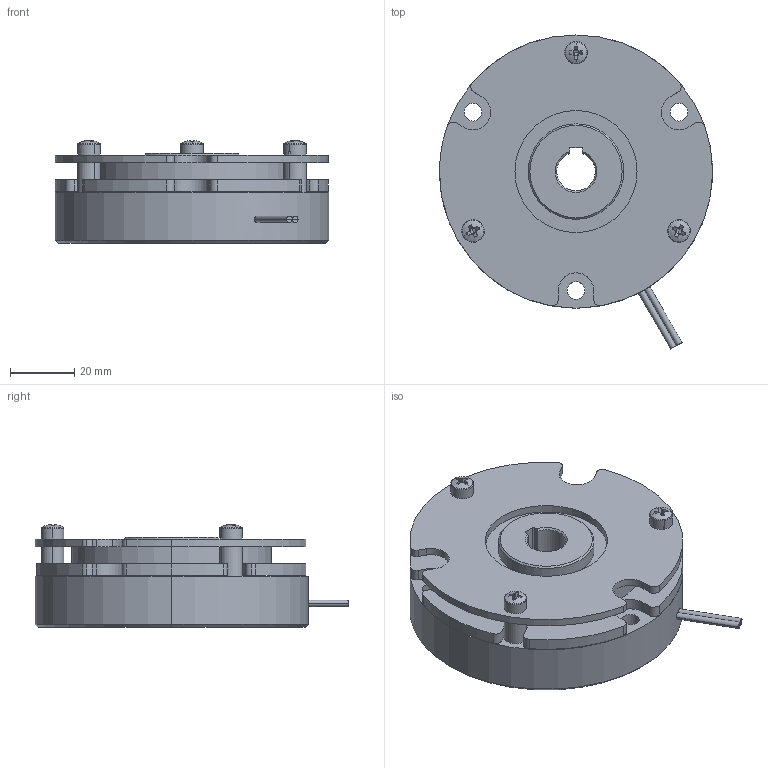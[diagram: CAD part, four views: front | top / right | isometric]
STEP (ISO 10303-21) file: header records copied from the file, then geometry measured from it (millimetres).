
FILE_DESCRIPTION (( 'STEP AP214' ), '1' );
FILE_NAME ('RNB 0.4G-N_23773300.STEP', '2018-08-07T02:34:19', ( ' ' ), ( '' ), 'SwSTEP 2.0', 'SolidWorks 2009', '' );
FILE_SCHEMA (( 'AUTOMOTIVE_DESIGN' ));
Length unit declared in the file: millimetre
Products named in the file (1): RNB 0.4G-N_23773300
Bounding box: 85 x 97.68 x 32 mm (x, y, z)
Volume: 127162.1 mm3; surface area: 39222.6 mm2
Topology: 1 solids, 1 shells, 284 faces, 737 edges, 467 vertices
Faces by surface type: cylinder 122, plane 106, cone 32, torus 18, sphere 6
Entity records: 12012 total; most frequent: DIRECTION 1670, CARTESIAN_POINT 1627, ORIENTED_EDGE 1454, EDGE_CURVE 727, AXIS2_PLACEMENT_3D 690, VERTEX_POINT 467, CIRCLE 405, EDGE_LOOP 326
